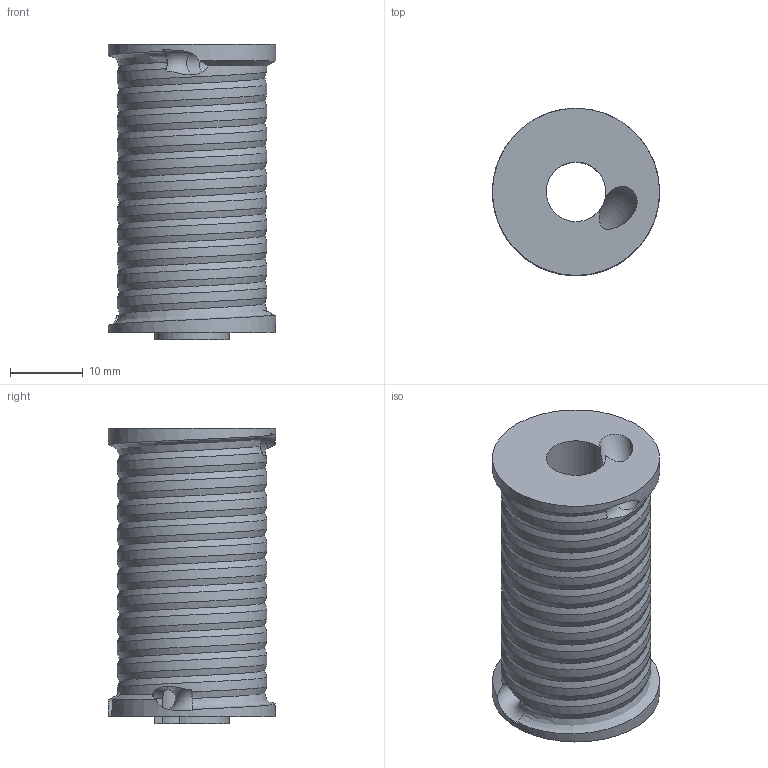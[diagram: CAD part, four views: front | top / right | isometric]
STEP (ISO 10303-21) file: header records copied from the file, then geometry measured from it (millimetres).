
FILE_DESCRIPTION(/* description */ (''),/* implementation_level */ '2;1');
FILE_NAME(/* name */ 'coiled tube.step',/* time_stamp */ '2024-08-27T18:00:57+02:00',/* author */ (''),/* organization */ (''),/* preprocessor_version */ 'ST-DEVELOPER v20',/* originating_system */ 'Autodesk Translation Framework v13.14.0.145',/* authorisation */ '');
FILE_SCHEMA (('AUTOMOTIVE_DESIGN { 1 0 10303 214 3 1 1 }'));
Length unit declared in the file: millimetre
Products named in the file (1): coiled tube
Bounding box: 23 x 23 x 40.7 mm (x, y, z)
Volume: 10945.1 mm3; surface area: 4753.1 mm2
Topology: 1 solids, 1 shells, 42 faces, 133 edges, 88 vertices
Faces by surface type: cylinder 20, plane 12, torus 5, cone 3, bspline 2
Full cylindrical faces by diameter (mm): 3.4 x2, 8.2 x1, 20.6 x10, 23 x1
Entity records: 3975 total; most frequent: CARTESIAN_POINT 2814, ORIENTED_EDGE 266, DIRECTION 208, EDGE_CURVE 133, VERTEX_POINT 88, AXIS2_PLACEMENT_3D 86, B_SPLINE_CURVE_WITH_KNOTS 52, EDGE_LOOP 45
